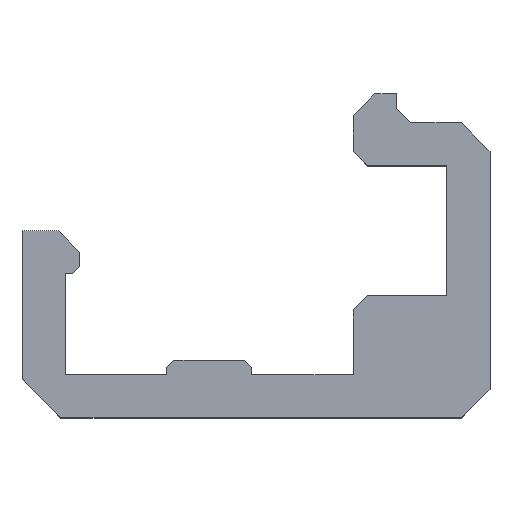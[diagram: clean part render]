
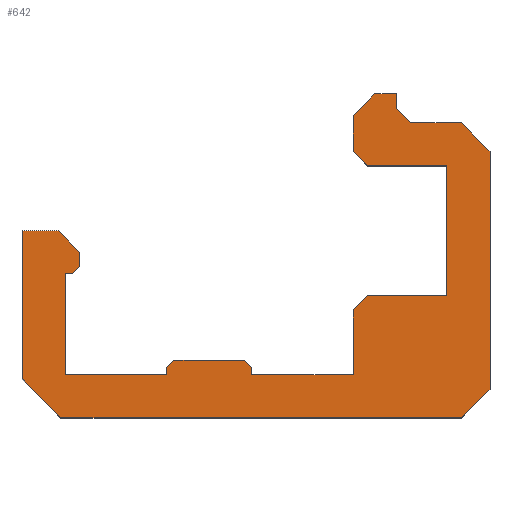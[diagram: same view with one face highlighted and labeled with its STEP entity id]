
A CAD part, top view. The second image highlights one B-rep face of the part: STEP entity #642.
In plain terms, the highlighted planar face has unit normal (0, 0, 1).
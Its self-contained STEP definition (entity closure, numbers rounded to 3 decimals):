
#16=FACE_OUTER_BOUND('',#49,.T.);
#49=EDGE_LOOP('',(#426,#427,#428,#429,#430,#431,#432,#433,#434,#435,#436,
#437,#438,#439,#440,#441,#442,#443,#444,#445,#446,#447,#448,#449,#450,#451,
#452,#453,#454,#455,#456));
#81=LINE('',#886,#174);
#85=LINE('',#894,#178);
#86=LINE('',#896,#179);
#87=LINE('',#898,#180);
#88=LINE('',#900,#181);
#89=LINE('',#902,#182);
#90=LINE('',#904,#183);
#91=LINE('',#906,#184);
#92=LINE('',#908,#185);
#93=LINE('',#910,#186);
#94=LINE('',#912,#187);
#95=LINE('',#914,#188);
#96=LINE('',#916,#189);
#97=LINE('',#918,#190);
#98=LINE('',#920,#191);
#99=LINE('',#922,#192);
#100=LINE('',#924,#193);
#101=LINE('',#926,#194);
#102=LINE('',#928,#195);
#103=LINE('',#930,#196);
#104=LINE('',#932,#197);
#105=LINE('',#934,#198);
#106=LINE('',#936,#199);
#107=LINE('',#938,#200);
#108=LINE('',#940,#201);
#109=LINE('',#942,#202);
#110=LINE('',#944,#203);
#111=LINE('',#946,#204);
#112=LINE('',#948,#205);
#113=LINE('',#950,#206);
#114=LINE('',#951,#207);
#174=VECTOR('',#725,10.);
#178=VECTOR('',#731,10.);
#179=VECTOR('',#732,10.);
#180=VECTOR('',#733,10.);
#181=VECTOR('',#734,10.);
#182=VECTOR('',#735,10.);
#183=VECTOR('',#736,10.);
#184=VECTOR('',#737,10.);
#185=VECTOR('',#738,10.);
#186=VECTOR('',#739,10.);
#187=VECTOR('',#740,10.);
#188=VECTOR('',#741,10.);
#189=VECTOR('',#742,10.);
#190=VECTOR('',#743,10.);
#191=VECTOR('',#744,10.);
#192=VECTOR('',#745,10.);
#193=VECTOR('',#746,10.);
#194=VECTOR('',#747,10.);
#195=VECTOR('',#748,10.);
#196=VECTOR('',#749,10.);
#197=VECTOR('',#750,10.);
#198=VECTOR('',#751,10.);
#199=VECTOR('',#752,10.);
#200=VECTOR('',#753,10.);
#201=VECTOR('',#754,10.);
#202=VECTOR('',#755,10.);
#203=VECTOR('',#756,10.);
#204=VECTOR('',#757,10.);
#205=VECTOR('',#758,10.);
#206=VECTOR('',#759,10.);
#207=VECTOR('',#760,10.);
#267=VERTEX_POINT('',#884);
#268=VERTEX_POINT('',#885);
#271=VERTEX_POINT('',#893);
#272=VERTEX_POINT('',#895);
#273=VERTEX_POINT('',#897);
#274=VERTEX_POINT('',#899);
#275=VERTEX_POINT('',#901);
#276=VERTEX_POINT('',#903);
#277=VERTEX_POINT('',#905);
#278=VERTEX_POINT('',#907);
#279=VERTEX_POINT('',#909);
#280=VERTEX_POINT('',#911);
#281=VERTEX_POINT('',#913);
#282=VERTEX_POINT('',#915);
#283=VERTEX_POINT('',#917);
#284=VERTEX_POINT('',#919);
#285=VERTEX_POINT('',#921);
#286=VERTEX_POINT('',#923);
#287=VERTEX_POINT('',#925);
#288=VERTEX_POINT('',#927);
#289=VERTEX_POINT('',#929);
#290=VERTEX_POINT('',#931);
#291=VERTEX_POINT('',#933);
#292=VERTEX_POINT('',#935);
#293=VERTEX_POINT('',#937);
#294=VERTEX_POINT('',#939);
#295=VERTEX_POINT('',#941);
#296=VERTEX_POINT('',#943);
#297=VERTEX_POINT('',#945);
#298=VERTEX_POINT('',#947);
#299=VERTEX_POINT('',#949);
#329=EDGE_CURVE('',#267,#268,#81,.T.);
#333=EDGE_CURVE('',#267,#271,#85,.T.);
#334=EDGE_CURVE('',#272,#271,#86,.T.);
#335=EDGE_CURVE('',#273,#272,#87,.T.);
#336=EDGE_CURVE('',#273,#274,#88,.T.);
#337=EDGE_CURVE('',#275,#274,#89,.T.);
#338=EDGE_CURVE('',#276,#275,#90,.T.);
#339=EDGE_CURVE('',#277,#276,#91,.T.);
#340=EDGE_CURVE('',#277,#278,#92,.T.);
#341=EDGE_CURVE('',#279,#278,#93,.T.);
#342=EDGE_CURVE('',#279,#280,#94,.T.);
#343=EDGE_CURVE('',#281,#280,#95,.T.);
#344=EDGE_CURVE('',#282,#281,#96,.T.);
#345=EDGE_CURVE('',#283,#282,#97,.T.);
#346=EDGE_CURVE('',#284,#283,#98,.T.);
#347=EDGE_CURVE('',#285,#284,#99,.T.);
#348=EDGE_CURVE('',#285,#286,#100,.T.);
#349=EDGE_CURVE('',#286,#287,#101,.T.);
#350=EDGE_CURVE('',#288,#287,#102,.T.);
#351=EDGE_CURVE('',#289,#288,#103,.T.);
#352=EDGE_CURVE('',#290,#289,#104,.T.);
#353=EDGE_CURVE('',#291,#290,#105,.T.);
#354=EDGE_CURVE('',#292,#291,#106,.T.);
#355=EDGE_CURVE('',#293,#292,#107,.T.);
#356=EDGE_CURVE('',#294,#293,#108,.T.);
#357=EDGE_CURVE('',#294,#295,#109,.T.);
#358=EDGE_CURVE('',#296,#295,#110,.T.);
#359=EDGE_CURVE('',#296,#297,#111,.T.);
#360=EDGE_CURVE('',#298,#297,#112,.T.);
#361=EDGE_CURVE('',#299,#298,#113,.T.);
#362=EDGE_CURVE('',#268,#299,#114,.T.);
#426=ORIENTED_EDGE('',*,*,#329,.F.);
#427=ORIENTED_EDGE('',*,*,#333,.T.);
#428=ORIENTED_EDGE('',*,*,#334,.F.);
#429=ORIENTED_EDGE('',*,*,#335,.F.);
#430=ORIENTED_EDGE('',*,*,#336,.T.);
#431=ORIENTED_EDGE('',*,*,#337,.F.);
#432=ORIENTED_EDGE('',*,*,#338,.F.);
#433=ORIENTED_EDGE('',*,*,#339,.F.);
#434=ORIENTED_EDGE('',*,*,#340,.T.);
#435=ORIENTED_EDGE('',*,*,#341,.F.);
#436=ORIENTED_EDGE('',*,*,#342,.T.);
#437=ORIENTED_EDGE('',*,*,#343,.F.);
#438=ORIENTED_EDGE('',*,*,#344,.F.);
#439=ORIENTED_EDGE('',*,*,#345,.F.);
#440=ORIENTED_EDGE('',*,*,#346,.F.);
#441=ORIENTED_EDGE('',*,*,#347,.F.);
#442=ORIENTED_EDGE('',*,*,#348,.T.);
#443=ORIENTED_EDGE('',*,*,#349,.T.);
#444=ORIENTED_EDGE('',*,*,#350,.F.);
#445=ORIENTED_EDGE('',*,*,#351,.F.);
#446=ORIENTED_EDGE('',*,*,#352,.F.);
#447=ORIENTED_EDGE('',*,*,#353,.F.);
#448=ORIENTED_EDGE('',*,*,#354,.F.);
#449=ORIENTED_EDGE('',*,*,#355,.F.);
#450=ORIENTED_EDGE('',*,*,#356,.F.);
#451=ORIENTED_EDGE('',*,*,#357,.T.);
#452=ORIENTED_EDGE('',*,*,#358,.F.);
#453=ORIENTED_EDGE('',*,*,#359,.T.);
#454=ORIENTED_EDGE('',*,*,#360,.F.);
#455=ORIENTED_EDGE('',*,*,#361,.F.);
#456=ORIENTED_EDGE('',*,*,#362,.F.);
#609=PLANE('',#689);
#642=ADVANCED_FACE('',(#16),#609,.T.);
#689=AXIS2_PLACEMENT_3D('',#892,#729,#730);
#725=DIRECTION('',(0.707,-0.707,0.));
#729=DIRECTION('center_axis',(0.,0.,1.));
#730=DIRECTION('ref_axis',(1.,0.,0.));
#731=DIRECTION('',(-1.,0.,0.));
#732=DIRECTION('',(0.,1.,0.));
#733=DIRECTION('',(-0.707,0.707,0.));
#734=DIRECTION('',(1.,0.,0.));
#735=DIRECTION('',(-0.707,-0.707,0.));
#736=DIRECTION('',(0.,-1.,0.));
#737=DIRECTION('',(0.707,-0.707,0.));
#738=DIRECTION('',(-1.,0.,0.));
#739=DIRECTION('',(0.707,-0.707,0.));
#740=DIRECTION('',(0.,1.,0.));
#741=DIRECTION('',(1.,0.,0.));
#742=DIRECTION('',(0.707,0.707,0.));
#743=DIRECTION('',(0.,1.,0.));
#744=DIRECTION('',(-0.707,0.707,0.));
#745=DIRECTION('',(-1.,0.,0.));
#746=DIRECTION('',(0.,-1.,0.));
#747=DIRECTION('',(-1.,0.,0.));
#748=DIRECTION('',(0.707,0.707,0.));
#749=DIRECTION('',(0.,1.,0.));
#750=DIRECTION('',(1.,0.,0.));
#751=DIRECTION('',(0.,-1.,0.));
#752=DIRECTION('',(0.707,-0.707,0.));
#753=DIRECTION('',(1.,0.,0.));
#754=DIRECTION('',(0.707,0.707,0.));
#755=DIRECTION('',(0.,-1.,0.));
#756=DIRECTION('',(1.,0.,0.));
#757=DIRECTION('',(0.,1.,0.));
#758=DIRECTION('',(-1.,0.,0.));
#759=DIRECTION('',(-0.707,-0.707,0.));
#760=DIRECTION('',(0.,-1.,0.));
#884=CARTESIAN_POINT('',(-0.5,10.,0.));
#885=CARTESIAN_POINT('',(1.,8.5,0.));
#886=CARTESIAN_POINT('',(3.688,5.813,0.));
#892=CARTESIAN_POINT('Origin',(13.25,8.5,0.));
#893=CARTESIAN_POINT('',(-3.,10.,0.));
#894=CARTESIAN_POINT('',(7.125,10.,0.));
#895=CARTESIAN_POINT('',(-3.,-0.293,0.));
#896=CARTESIAN_POINT('',(-3.,10.05,0.));
#897=CARTESIAN_POINT('',(-0.293,-3.,0.));
#898=CARTESIAN_POINT('',(-0.459,-2.834,0.));
#899=CARTESIAN_POINT('',(27.5,-3.,0.));
#900=CARTESIAN_POINT('',(-3.,-3.,0.));
#901=CARTESIAN_POINT('',(29.5,-1.,0.));
#902=CARTESIAN_POINT('',(27.313,-3.188,0.));
#903=CARTESIAN_POINT('',(29.5,15.5,0.));
#904=CARTESIAN_POINT('',(29.5,17.5,0.));
#905=CARTESIAN_POINT('',(27.5,17.5,0.));
#906=CARTESIAN_POINT('',(26.688,18.313,0.));
#907=CARTESIAN_POINT('',(24.,17.5,0.));
#908=CARTESIAN_POINT('',(29.5,17.5,0.));
#909=CARTESIAN_POINT('',(23.,18.5,0.));
#910=CARTESIAN_POINT('',(23.313,18.188,0.));
#911=CARTESIAN_POINT('',(23.,19.5,0.));
#912=CARTESIAN_POINT('',(23.,17.5,0.));
#913=CARTESIAN_POINT('',(21.5,19.5,0.));
#914=CARTESIAN_POINT('',(5.125,19.5,0.));
#915=CARTESIAN_POINT('',(20.,18.,0.));
#916=CARTESIAN_POINT('',(16.313,14.313,0.));
#917=CARTESIAN_POINT('',(20.,15.5,0.));
#918=CARTESIAN_POINT('',(20.,14.5,0.));
#919=CARTESIAN_POINT('',(21.,14.5,0.));
#920=CARTESIAN_POINT('',(20.313,15.188,0.));
#921=CARTESIAN_POINT('',(26.5,14.5,0.));
#922=CARTESIAN_POINT('',(26.5,14.5,0.));
#923=CARTESIAN_POINT('',(26.5,5.5,0.));
#924=CARTESIAN_POINT('',(26.5,14.5,0.));
#925=CARTESIAN_POINT('',(21.,5.5,0.));
#926=CARTESIAN_POINT('',(26.5,5.5,0.));
#927=CARTESIAN_POINT('',(20.,4.5,0.));
#928=CARTESIAN_POINT('',(19.563,4.063,0.));
#929=CARTESIAN_POINT('',(20.,0.,0.));
#930=CARTESIAN_POINT('',(20.,0.,0.));
#931=CARTESIAN_POINT('',(12.95,0.,0.));
#932=CARTESIAN_POINT('',(12.95,0.,0.));
#933=CARTESIAN_POINT('',(12.95,0.5,0.));
#934=CARTESIAN_POINT('',(12.95,1.,0.));
#935=CARTESIAN_POINT('',(12.45,1.,0.));
#936=CARTESIAN_POINT('',(10.9,2.55,0.));
#937=CARTESIAN_POINT('',(7.55,1.,0.));
#938=CARTESIAN_POINT('',(7.05,1.,0.));
#939=CARTESIAN_POINT('',(7.05,0.5,0.));
#940=CARTESIAN_POINT('',(10.725,4.175,0.));
#941=CARTESIAN_POINT('',(7.05,0.,0.));
#942=CARTESIAN_POINT('',(7.05,1.,0.));
#943=CARTESIAN_POINT('',(0.,0.,0.));
#944=CARTESIAN_POINT('',(0.,0.,0.));
#945=CARTESIAN_POINT('',(0.,7.05,0.));
#946=CARTESIAN_POINT('',(0.,0.,0.));
#947=CARTESIAN_POINT('',(0.5,7.05,0.));
#948=CARTESIAN_POINT('',(1.,7.05,0.));
#949=CARTESIAN_POINT('',(1.,7.55,0.));
#950=CARTESIAN_POINT('',(4.175,10.725,0.));
#951=CARTESIAN_POINT('',(1.,12.95,0.));
